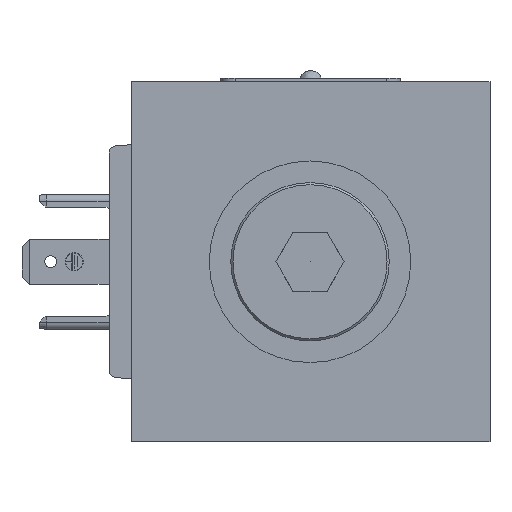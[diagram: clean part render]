
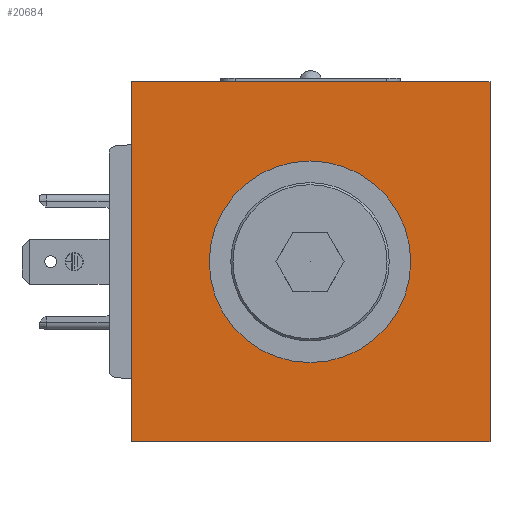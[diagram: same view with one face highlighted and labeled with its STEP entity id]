
A CAD part, left-side view. The second image highlights one B-rep face of the part: STEP entity #20684.
In plain terms, the highlighted planar face has unit normal (-1, 0, 0).
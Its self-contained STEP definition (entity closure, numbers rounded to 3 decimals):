
#354 = LINE ( 'NONE', #4223, #21882 ) ;
#428 = CARTESIAN_POINT ( 'NONE',  ( -35., 25., 14. ) ) ;
#1860 = EDGE_LOOP ( 'NONE', ( #12753 ) ) ;
#2864 = VERTEX_POINT ( 'NONE', #44859 ) ;
#3048 = CARTESIAN_POINT ( 'NONE',  ( -35., 49.75, -25. ) ) ;
#3526 = ORIENTED_EDGE ( 'NONE', *, *, #25026, .T. ) ;
#4223 = CARTESIAN_POINT ( 'NONE',  ( -35., 49.8, -25. ) ) ;
#5017 = EDGE_CURVE ( 'NONE', #2864, #18932, #44744, .T. ) ;
#8059 = DIRECTION ( 'NONE',  ( 0., 1., 0. ) ) ;
#8526 = FACE_BOUND ( 'NONE', #1860, .T. ) ;
#9290 = ORIENTED_EDGE ( 'NONE', *, *, #28270, .T. ) ;
#9555 = AXIS2_PLACEMENT_3D ( 'NONE', #11776, #43556, #12003 ) ;
#10931 = VERTEX_POINT ( 'NONE', #23228 ) ;
#11291 = EDGE_LOOP ( 'NONE', ( #9290, #23290, #3526, #12678 ) ) ;
#11776 = CARTESIAN_POINT ( 'NONE',  ( -35., 49.8, -25. ) ) ;
#12003 = DIRECTION ( 'NONE',  ( 0., 0., -1. ) ) ;
#12678 = ORIENTED_EDGE ( 'NONE', *, *, #43655, .F. ) ;
#12753 = ORIENTED_EDGE ( 'NONE', *, *, #20651, .F. ) ;
#14516 = CARTESIAN_POINT ( 'NONE',  ( -35., 49.8, 25. ) ) ;
#15240 = PLANE ( 'NONE',  #9555 ) ;
#18932 = VERTEX_POINT ( 'NONE', #36068 ) ;
#18936 = LINE ( 'NONE', #32366, #44315 ) ;
#19851 = DIRECTION ( 'NONE',  ( 0., 0., 1. ) ) ;
#20651 = EDGE_CURVE ( 'NONE', #35158, #35158, #22039, .T. ) ;
#20684 = ADVANCED_FACE ( 'NONE', ( #40123, #8526 ), #15240, .F. ) ;
#21659 = DIRECTION ( 'NONE',  ( 0., 0., 1. ) ) ;
#21882 = VECTOR ( 'NONE', #42441, 1000. ) ;
#22039 = CIRCLE ( 'NONE', #42614, 14. ) ;
#22368 = DIRECTION ( 'NONE',  ( -1., 0., 0. ) ) ;
#23228 = CARTESIAN_POINT ( 'NONE',  ( -35., 49.75, 25. ) ) ;
#23290 = ORIENTED_EDGE ( 'NONE', *, *, #5017, .T. ) ;
#23747 = CARTESIAN_POINT ( 'NONE',  ( -35., 0., 0. ) ) ;
#25026 = EDGE_CURVE ( 'NONE', #18932, #10931, #36178, .T. ) ;
#27564 = VECTOR ( 'NONE', #8059, 1000. ) ;
#28270 = EDGE_CURVE ( 'NONE', #33084, #2864, #354, .T. ) ;
#32152 = DIRECTION ( 'NONE',  ( 0., 0., 1. ) ) ;
#32366 = CARTESIAN_POINT ( 'NONE',  ( -35., 49.75, 0. ) ) ;
#33084 = VERTEX_POINT ( 'NONE', #3048 ) ;
#35158 = VERTEX_POINT ( 'NONE', #428 ) ;
#36068 = CARTESIAN_POINT ( 'NONE',  ( -35., 0., 25. ) ) ;
#36178 = LINE ( 'NONE', #14516, #27564 ) ;
#40123 = FACE_OUTER_BOUND ( 'NONE', #11291, .T. ) ;
#40858 = VECTOR ( 'NONE', #19851, 1000. ) ;
#42441 = DIRECTION ( 'NONE',  ( 0., -1., 0. ) ) ;
#42614 = AXIS2_PLACEMENT_3D ( 'NONE', #42857, #22368, #21659 ) ;
#42857 = CARTESIAN_POINT ( 'NONE',  ( -35., 25., 0. ) ) ;
#43556 = DIRECTION ( 'NONE',  ( 1., 0., 0. ) ) ;
#43655 = EDGE_CURVE ( 'NONE', #33084, #10931, #18936, .T. ) ;
#44315 = VECTOR ( 'NONE', #32152, 1000. ) ;
#44744 = LINE ( 'NONE', #23747, #40858 ) ;
#44859 = CARTESIAN_POINT ( 'NONE',  ( -35., 0., -25. ) ) ;
